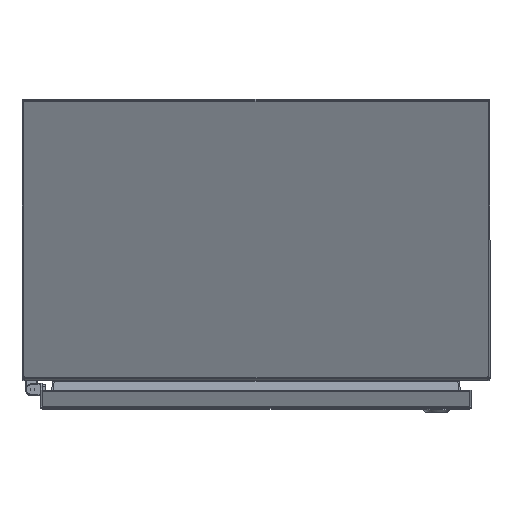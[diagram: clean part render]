
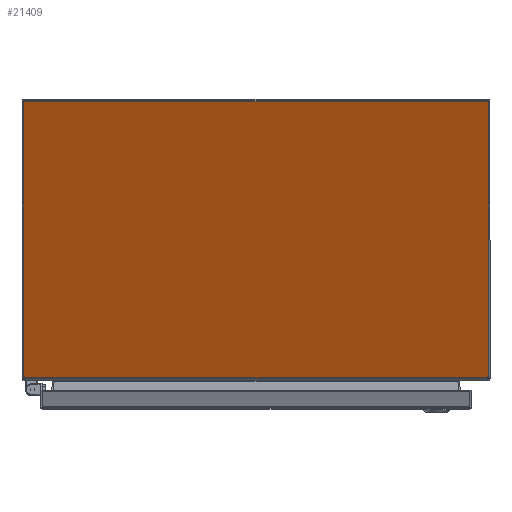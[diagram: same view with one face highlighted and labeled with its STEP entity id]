
A CAD part, top view. The second image highlights one B-rep face of the part: STEP entity #21409.
In plain terms, the highlighted planar face has unit normal (0, -0.423, 0.906).
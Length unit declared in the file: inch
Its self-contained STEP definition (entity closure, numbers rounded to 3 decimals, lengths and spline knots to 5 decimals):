
#304 = CARTESIAN_POINT ( 'NONE',  ( -9.928, -0.101, 12.75677 ) ) ;
#959 = ORIENTED_EDGE ( 'NONE', *, *, #24056, .T. ) ;
#1938 = VERTEX_POINT ( 'NONE', #29060 ) ;
#2485 = CARTESIAN_POINT ( 'NONE',  ( 9.89008, -11.93764, 7.23726 ) ) ;
#3832 = CARTESIAN_POINT ( 'NONE',  ( -9.928, -0.101, 12.75677 ) ) ;
#4906 = ORIENTED_EDGE ( 'NONE', *, *, #8072, .T. ) ;
#5186 = CARTESIAN_POINT ( 'NONE',  ( -9.928, -11.93764, 7.23726 ) ) ;
#5290 = ORIENTED_EDGE ( 'NONE', *, *, #12763, .T. ) ;
#5615 = PLANE ( 'NONE',  #20969 ) ;
#5633 = CARTESIAN_POINT ( 'NONE',  ( -9.928, -11.78568, 7.30812 ) ) ;
#7021 = CARTESIAN_POINT ( 'NONE',  ( -9.928, -0.101, 12.75677 ) ) ;
#7098 = LINE ( 'NONE', #12810, #28236 ) ;
#8072 = EDGE_CURVE ( 'NONE', #27079, #32480, #35923, .T. ) ;
#8754 = VECTOR ( 'NONE', #27979, 39.37008 ) ;
#9145 = VECTOR ( 'NONE', #18950, 39.37008 ) ;
#9693 = CARTESIAN_POINT ( 'NONE',  ( 9.928, -0.101, 12.75677 ) ) ;
#11339 = FACE_OUTER_BOUND ( 'NONE', #26444, .T. ) ;
#12584 = VERTEX_POINT ( 'NONE', #28168 ) ;
#12763 = EDGE_CURVE ( 'NONE', #18499, #12584, #7098, .T. ) ;
#12810 = CARTESIAN_POINT ( 'NONE',  ( 9.89008, -11.93764, 7.23726 ) ) ;
#13377 = ORIENTED_EDGE ( 'NONE', *, *, #16998, .T. ) ;
#14476 = CARTESIAN_POINT ( 'NONE',  ( -9.928, -0.101, 12.75677 ) ) ;
#16998 = EDGE_CURVE ( 'NONE', #32480, #1938, #30711, .T. ) ;
#17203 = VECTOR ( 'NONE', #26193, 39.37008 ) ;
#17219 = CARTESIAN_POINT ( 'NONE',  ( -9.928, -11.78568, 7.30812 ) ) ;
#17283 = VECTOR ( 'NONE', #28530, 39.37008 ) ;
#17780 = EDGE_CURVE ( 'NONE', #1938, #18499, #30444, .T. ) ;
#18499 = VERTEX_POINT ( 'NONE', #2485 ) ;
#18950 = DIRECTION ( 'NONE',  ( 1., 0., 0. ) ) ;
#20096 = DIRECTION ( 'NONE',  ( 0., -0.906, -0.423 ) ) ;
#20864 = DIRECTION ( 'NONE',  ( 0., 0.906, 0.423 ) ) ;
#20969 = AXIS2_PLACEMENT_3D ( 'NONE', #304, #28682, #20096 ) ;
#21120 = ORIENTED_EDGE ( 'NONE', *, *, #17780, .T. ) ;
#21409 = ADVANCED_FACE ( 'NONE', ( #11339 ), #5615, .T. ) ;
#21929 = EDGE_CURVE ( 'NONE', #12584, #21987, #34773, .T. ) ;
#21987 = VERTEX_POINT ( 'NONE', #30155 ) ;
#24056 = EDGE_CURVE ( 'NONE', #21987, #27079, #29279, .T. ) ;
#26155 = DIRECTION ( 'NONE',  ( 0.221, 0.884, 0.412 ) ) ;
#26193 = DIRECTION ( 'NONE',  ( -1., 0., 0. ) ) ;
#26444 = EDGE_LOOP ( 'NONE', ( #4906, #13377, #21120, #5290, #28047, #959 ) ) ;
#27079 = VERTEX_POINT ( 'NONE', #7021 ) ;
#27979 = DIRECTION ( 'NONE',  ( 0.221, -0.884, -0.412 ) ) ;
#28047 = ORIENTED_EDGE ( 'NONE', *, *, #21929, .T. ) ;
#28168 = CARTESIAN_POINT ( 'NONE',  ( 9.928, -11.78568, 7.30812 ) ) ;
#28236 = VECTOR ( 'NONE', #26155, 39.37008 ) ;
#28530 = DIRECTION ( 'NONE',  ( 0., -0.906, -0.423 ) ) ;
#28682 = DIRECTION ( 'NONE',  ( 0., -0.423, 0.906 ) ) ;
#29060 = CARTESIAN_POINT ( 'NONE',  ( -9.89008, -11.93764, 7.23726 ) ) ;
#29279 = LINE ( 'NONE', #3832, #17203 ) ;
#30155 = CARTESIAN_POINT ( 'NONE',  ( 9.928, -0.101, 12.75677 ) ) ;
#30444 = LINE ( 'NONE', #5186, #9145 ) ;
#30711 = LINE ( 'NONE', #5633, #8754 ) ;
#32480 = VERTEX_POINT ( 'NONE', #17219 ) ;
#32673 = VECTOR ( 'NONE', #20864, 39.37008 ) ;
#34773 = LINE ( 'NONE', #9693, #32673 ) ;
#35923 = LINE ( 'NONE', #14476, #17283 ) ;
